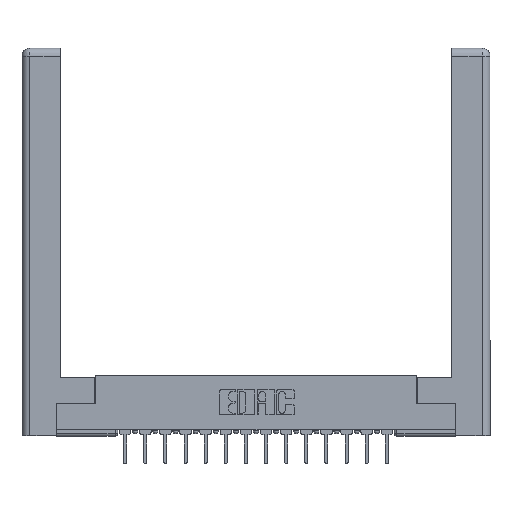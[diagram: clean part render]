
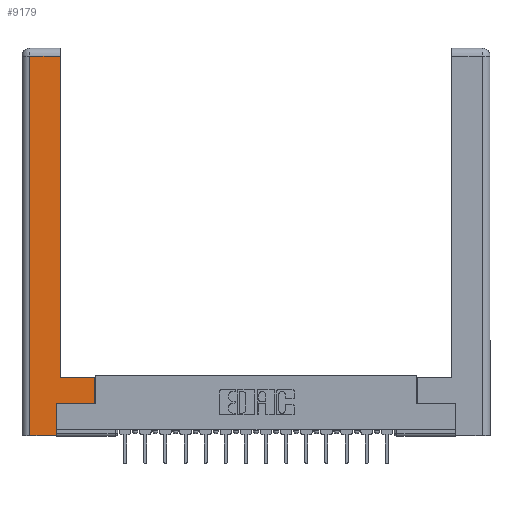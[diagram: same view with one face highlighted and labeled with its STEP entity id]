
A CAD part, top view. The second image highlights one B-rep face of the part: STEP entity #9179.
In plain terms, the highlighted planar face has unit normal (0, 0, 1).
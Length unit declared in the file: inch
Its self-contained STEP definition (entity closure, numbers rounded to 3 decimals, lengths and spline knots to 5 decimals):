
#27 = ORIENTED_EDGE ( 'NONE', *, *, #1002, .T. ) ;
#98 = EDGE_CURVE ( 'NONE', #11774, #11725, #3029, .T. ) ;
#252 = ORIENTED_EDGE ( 'NONE', *, *, #18058, .T. ) ;
#324 = LINE ( 'NONE', #8918, #14696 ) ;
#409 = CARTESIAN_POINT ( 'NONE',  ( 0.565, 0.45, 0. ) ) ;
#461 = CARTESIAN_POINT ( 'NONE',  ( 0.565, 0.45, 0. ) ) ;
#526 = VERTEX_POINT ( 'NONE', #4207 ) ;
#1002 = EDGE_CURVE ( 'NONE', #17003, #11158, #6495, .T. ) ;
#1220 = DIRECTION ( 'NONE',  ( -1., 0., 0. ) ) ;
#1418 = DIRECTION ( 'NONE',  ( 1., 0., 0. ) ) ;
#1505 = DIRECTION ( 'NONE',  ( -1., 0., 0. ) ) ;
#1566 = CARTESIAN_POINT ( 'NONE',  ( 0., 0., 0. ) ) ;
#1651 = CARTESIAN_POINT ( 'NONE',  ( 0.0615, 0., 0. ) ) ;
#1663 = CARTESIAN_POINT ( 'NONE',  ( 0.295, 0.45, 0. ) ) ;
#1831 = VECTOR ( 'NONE', #14212, 39.37008 ) ;
#1919 = CARTESIAN_POINT ( 'NONE',  ( 0.565, 0.245, 0. ) ) ;
#2090 = VECTOR ( 'NONE', #1220, 39.37008 ) ;
#2536 = CARTESIAN_POINT ( 'NONE',  ( 0.565, 0.245, 0. ) ) ;
#2685 = LINE ( 'NONE', #461, #7645 ) ;
#2850 = CARTESIAN_POINT ( 'NONE',  ( 0.295, 3., 0. ) ) ;
#3029 = LINE ( 'NONE', #2850, #4773 ) ;
#3865 = ORIENTED_EDGE ( 'NONE', *, *, #17363, .T. ) ;
#4202 = ORIENTED_EDGE ( 'NONE', *, *, #10696, .T. ) ;
#4207 = CARTESIAN_POINT ( 'NONE',  ( 0.265, 0., 0. ) ) ;
#4332 = PLANE ( 'NONE',  #6878 ) ;
#4425 = CARTESIAN_POINT ( 'NONE',  ( 0.0615, 2.94, 0. ) ) ;
#4773 = VECTOR ( 'NONE', #10020, 39.37008 ) ;
#5014 = CARTESIAN_POINT ( 'NONE',  ( 0.265, 0.245, 0. ) ) ;
#5902 = ORIENTED_EDGE ( 'NONE', *, *, #14105, .T. ) ;
#6495 = LINE ( 'NONE', #2536, #12407 ) ;
#6548 = CARTESIAN_POINT ( 'NONE',  ( 0.0615, 2.94, 0. ) ) ;
#6878 = AXIS2_PLACEMENT_3D ( 'NONE', #1566, #8642, #1505 ) ;
#7645 = VECTOR ( 'NONE', #14338, 39.37008 ) ;
#7653 = VERTEX_POINT ( 'NONE', #409 ) ;
#8466 = DIRECTION ( 'NONE',  ( 0., -1., 0. ) ) ;
#8532 = CARTESIAN_POINT ( 'NONE',  ( 0.265, 0., 0. ) ) ;
#8614 = VERTEX_POINT ( 'NONE', #1651 ) ;
#8642 = DIRECTION ( 'NONE',  ( 0., 0., -1. ) ) ;
#8753 = DIRECTION ( 'NONE',  ( 1., 0., 0. ) ) ;
#8918 = CARTESIAN_POINT ( 'NONE',  ( 0.265, 0.245, 0. ) ) ;
#9179 = ADVANCED_FACE ( 'NONE', ( #10560 ), #4332, .F. ) ;
#9470 = EDGE_LOOP ( 'NONE', ( #13159, #252, #4202, #5902, #16979, #27, #10450, #3865 ) ) ;
#9578 = LINE ( 'NONE', #11291, #14576 ) ;
#10020 = DIRECTION ( 'NONE',  ( 0., 1., 0. ) ) ;
#10450 = ORIENTED_EDGE ( 'NONE', *, *, #15888, .T. ) ;
#10560 = FACE_OUTER_BOUND ( 'NONE', #9470, .T. ) ;
#10696 = EDGE_CURVE ( 'NONE', #13306, #8614, #9578, .T. ) ;
#10787 = LINE ( 'NONE', #4425, #1831 ) ;
#11158 = VERTEX_POINT ( 'NONE', #1919 ) ;
#11291 = CARTESIAN_POINT ( 'NONE',  ( 0.0615, 0., 0. ) ) ;
#11725 = VERTEX_POINT ( 'NONE', #12713 ) ;
#11774 = VERTEX_POINT ( 'NONE', #1663 ) ;
#11902 = LINE ( 'NONE', #12329, #2090 ) ;
#12329 = CARTESIAN_POINT ( 'NONE',  ( 0.295, 0.45, 0. ) ) ;
#12407 = VECTOR ( 'NONE', #1418, 39.37008 ) ;
#12713 = CARTESIAN_POINT ( 'NONE',  ( 0.295, 2.94, 0. ) ) ;
#13159 = ORIENTED_EDGE ( 'NONE', *, *, #98, .T. ) ;
#13249 = EDGE_CURVE ( 'NONE', #526, #17003, #324, .T. ) ;
#13306 = VERTEX_POINT ( 'NONE', #6548 ) ;
#14105 = EDGE_CURVE ( 'NONE', #8614, #526, #16647, .T. ) ;
#14212 = DIRECTION ( 'NONE',  ( -1., 0., 0. ) ) ;
#14338 = DIRECTION ( 'NONE',  ( 0., 1., 0. ) ) ;
#14576 = VECTOR ( 'NONE', #8466, 39.37008 ) ;
#14696 = VECTOR ( 'NONE', #15921, 39.37008 ) ;
#15888 = EDGE_CURVE ( 'NONE', #11158, #7653, #2685, .T. ) ;
#15921 = DIRECTION ( 'NONE',  ( 0., 1., 0. ) ) ;
#16647 = LINE ( 'NONE', #8532, #17954 ) ;
#16979 = ORIENTED_EDGE ( 'NONE', *, *, #13249, .T. ) ;
#17003 = VERTEX_POINT ( 'NONE', #5014 ) ;
#17363 = EDGE_CURVE ( 'NONE', #7653, #11774, #11902, .T. ) ;
#17954 = VECTOR ( 'NONE', #8753, 39.37008 ) ;
#18058 = EDGE_CURVE ( 'NONE', #11725, #13306, #10787, .T. ) ;
